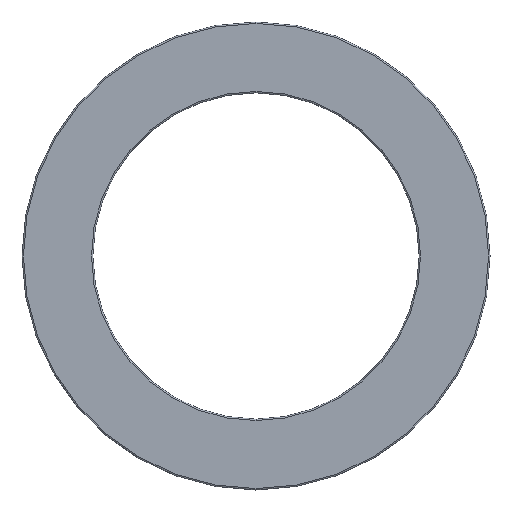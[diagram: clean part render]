
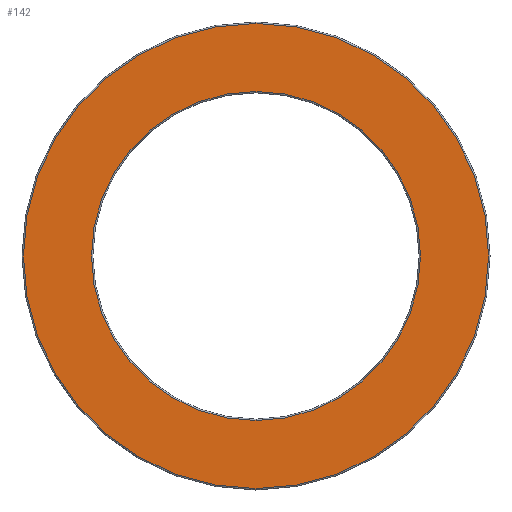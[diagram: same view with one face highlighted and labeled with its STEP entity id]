
A CAD part, left-side view. The second image highlights one B-rep face of the part: STEP entity #142.
In plain terms, the highlighted planar face has unit normal (-1, 0, 0).
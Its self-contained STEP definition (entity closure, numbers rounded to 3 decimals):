
#3 = EDGE_CURVE ( 'NONE', #294, #303, #209, .T. ) ;
#11 = CARTESIAN_POINT ( 'NONE',  ( 0., 0., 11.6 ) ) ;
#21 = AXIS2_PLACEMENT_3D ( 'NONE', #192, #57, #163 ) ;
#23 = CARTESIAN_POINT ( 'NONE',  ( 0., 0., 0. ) ) ;
#27 = CIRCLE ( 'NONE', #78, 11.6 ) ;
#34 = FACE_BOUND ( 'NONE', #318, .T. ) ;
#35 = CARTESIAN_POINT ( 'NONE',  ( 0., 11.5, 0. ) ) ;
#42 = CARTESIAN_POINT ( 'NONE',  ( 0., 0., 0. ) ) ;
#57 = DIRECTION ( 'NONE',  ( -1., 0., 0. ) ) ;
#59 = EDGE_LOOP ( 'NONE', ( #319, #241 ) ) ;
#61 = DIRECTION ( 'NONE',  ( 0., 0., -1. ) ) ;
#70 = DIRECTION ( 'NONE',  ( 1., 0., 0. ) ) ;
#78 = AXIS2_PLACEMENT_3D ( 'NONE', #23, #70, #335 ) ;
#80 = VERTEX_POINT ( 'NONE', #269 ) ;
#87 = DIRECTION ( 'NONE',  ( -1., 0., 0. ) ) ;
#115 = FACE_OUTER_BOUND ( 'NONE', #59, .T. ) ;
#119 = CARTESIAN_POINT ( 'NONE',  ( 0., 0., -16.4 ) ) ;
#122 = ORIENTED_EDGE ( 'NONE', *, *, #140, .T. ) ;
#133 = VERTEX_POINT ( 'NONE', #11 ) ;
#140 = EDGE_CURVE ( 'NONE', #80, #133, #262, .T. ) ;
#142 = ADVANCED_FACE ( 'NONE', ( #115, #34 ), #166, .F. ) ;
#152 = AXIS2_PLACEMENT_3D ( 'NONE', #42, #87, #305 ) ;
#163 = DIRECTION ( 'NONE',  ( 0., 0., -1. ) ) ;
#166 = PLANE ( 'NONE',  #321 ) ;
#168 = DIRECTION ( 'NONE',  ( 1., 0., 0. ) ) ;
#184 = CIRCLE ( 'NONE', #152, 16.4 ) ;
#192 = CARTESIAN_POINT ( 'NONE',  ( 0., 0., 0. ) ) ;
#195 = DIRECTION ( 'NONE',  ( 0., 0., -1. ) ) ;
#209 = CIRCLE ( 'NONE', #21, 16.4 ) ;
#217 = AXIS2_PLACEMENT_3D ( 'NONE', #301, #168, #195 ) ;
#227 = DIRECTION ( 'NONE',  ( 1., 0., 0. ) ) ;
#241 = ORIENTED_EDGE ( 'NONE', *, *, #265, .T. ) ;
#242 = ORIENTED_EDGE ( 'NONE', *, *, #295, .T. ) ;
#262 = CIRCLE ( 'NONE', #217, 11.6 ) ;
#265 = EDGE_CURVE ( 'NONE', #303, #294, #184, .T. ) ;
#269 = CARTESIAN_POINT ( 'NONE',  ( 0., 0., -11.6 ) ) ;
#294 = VERTEX_POINT ( 'NONE', #119 ) ;
#295 = EDGE_CURVE ( 'NONE', #133, #80, #27, .T. ) ;
#301 = CARTESIAN_POINT ( 'NONE',  ( 0., 0., 0. ) ) ;
#303 = VERTEX_POINT ( 'NONE', #340 ) ;
#305 = DIRECTION ( 'NONE',  ( 0., 0., -1. ) ) ;
#318 = EDGE_LOOP ( 'NONE', ( #122, #242 ) ) ;
#319 = ORIENTED_EDGE ( 'NONE', *, *, #3, .T. ) ;
#321 = AXIS2_PLACEMENT_3D ( 'NONE', #35, #227, #61 ) ;
#335 = DIRECTION ( 'NONE',  ( 0., 0., -1. ) ) ;
#340 = CARTESIAN_POINT ( 'NONE',  ( 0., 0., 16.4 ) ) ;
